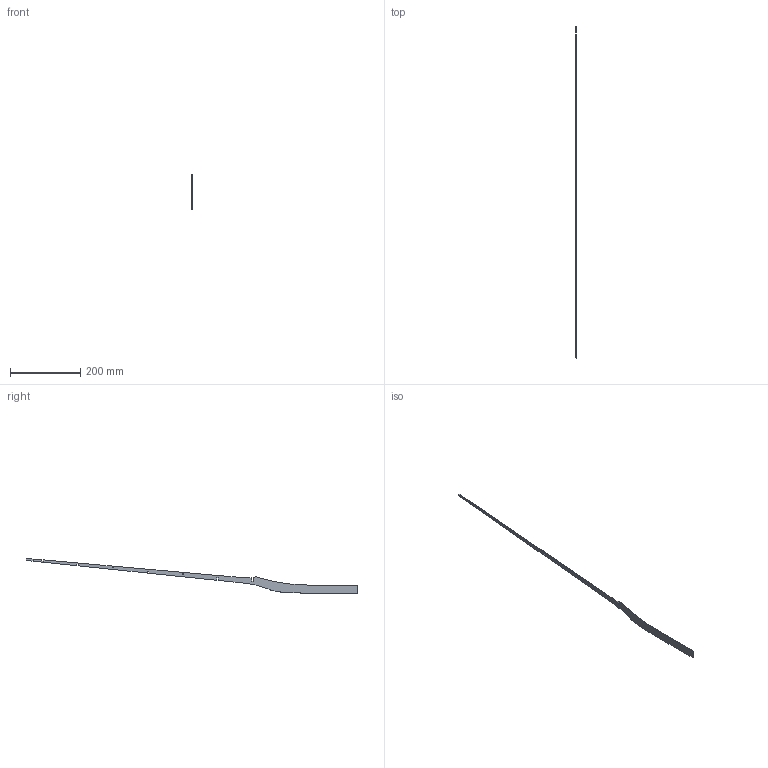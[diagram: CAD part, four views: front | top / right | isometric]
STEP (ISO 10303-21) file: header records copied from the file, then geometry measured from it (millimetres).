
FILE_DESCRIPTION(('CATIA V5 STEP Exchange'),'2;1');
FILE_NAME('BWB_Wing_rear_spar.stp','2021-02-27T14:49:20+00:00',('none'),('none'),'CATIA Version 5 Release 21 GA (IN-10)','CATIA V5 STEP AP203','none');
FILE_SCHEMA(('CONFIG_CONTROL_DESIGN'));
Length unit declared in the file: millimetre
Products named in the file (1): BWB_Wing_rear_spar
Bounding box: 2 x 944.91 x 98.29 mm (x, y, z)
Volume: 27663.9 mm3; surface area: 31663.1 mm2
Topology: 1 solids, 1 shells, 50 faces, 140 edges, 92 vertices
Faces by surface type: plane 30, bspline 19, cylinder 1
Entity records: 24075 total; most frequent: CARTESIAN_POINT 22959, ORIENTED_EDGE 280, EDGE_CURVE 140, DIRECTION 123, VERTEX_POINT 92, B_SPLINE_CURVE_WITH_KNOTS 73, VECTOR 67, LINE 67
